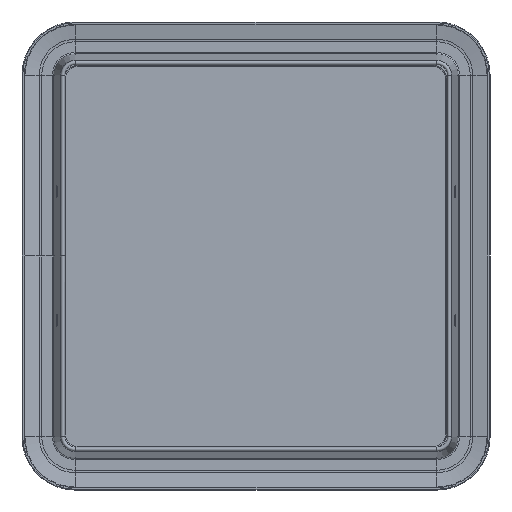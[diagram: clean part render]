
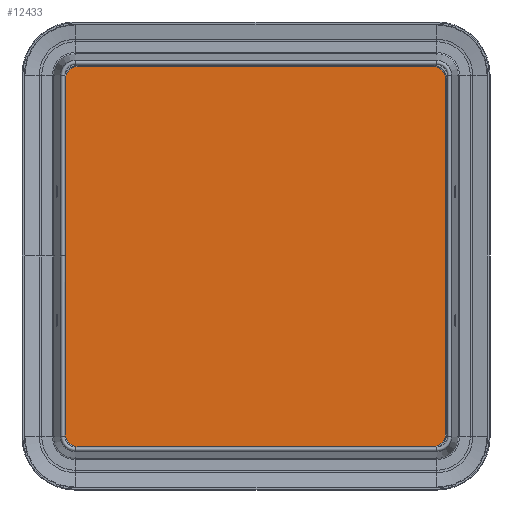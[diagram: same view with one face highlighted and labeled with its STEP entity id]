
A CAD part, front view. The second image highlights one B-rep face of the part: STEP entity #12433.
In plain terms, the highlighted planar face has unit normal (0, -1, 0).
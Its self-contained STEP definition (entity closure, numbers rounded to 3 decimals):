
#37 = CIRCLE ( 'NONE', #8302, 8.6 ) ;
#269 = CARTESIAN_POINT ( 'NONE',  ( 118.708, -2., 127.308 ) ) ;
#283 = AXIS2_PLACEMENT_3D ( 'NONE', #1537, #1581, #2560 ) ;
#332 = VECTOR ( 'NONE', #9814, 1000. ) ;
#391 = ORIENTED_EDGE ( 'NONE', *, *, #6852, .T. ) ;
#535 = DIRECTION ( 'NONE',  ( 0., 0., -1. ) ) ;
#650 = EDGE_CURVE ( 'NONE', #7686, #8060, #5065, .T. ) ;
#702 = LINE ( 'NONE', #8209, #11049 ) ;
#717 = CARTESIAN_POINT ( 'NONE',  ( -118.708, -2., -127.308 ) ) ;
#1033 = CIRCLE ( 'NONE', #9755, 8.6 ) ;
#1426 = DIRECTION ( 'NONE',  ( 0., -1., 0. ) ) ;
#1433 = ORIENTED_EDGE ( 'NONE', *, *, #7452, .T. ) ;
#1474 = VERTEX_POINT ( 'NONE', #3063 ) ;
#1521 = CARTESIAN_POINT ( 'NONE',  ( -127.308, -2., 118.708 ) ) ;
#1537 = CARTESIAN_POINT ( 'NONE',  ( -119.308, -2., 0. ) ) ;
#1581 = DIRECTION ( 'NONE',  ( 0., -1., 0. ) ) ;
#1599 = EDGE_CURVE ( 'NONE', #2996, #1474, #5395, .T. ) ;
#1624 = EDGE_CURVE ( 'NONE', #8271, #7686, #37, .T. ) ;
#1669 = CARTESIAN_POINT ( 'NONE',  ( -127.308, -2., 0. ) ) ;
#2240 = ORIENTED_EDGE ( 'NONE', *, *, #650, .T. ) ;
#2560 = DIRECTION ( 'NONE',  ( 1., 0., 0. ) ) ;
#2829 = VECTOR ( 'NONE', #9378, 1000. ) ;
#2996 = VERTEX_POINT ( 'NONE', #4704 ) ;
#3063 = CARTESIAN_POINT ( 'NONE',  ( -118.708, -2., 127.308 ) ) ;
#3163 = CIRCLE ( 'NONE', #8443, 8.6 ) ;
#3360 = PLANE ( 'NONE',  #283 ) ;
#3541 = DIRECTION ( 'NONE',  ( 0., -1., 0. ) ) ;
#3799 = VECTOR ( 'NONE', #535, 1000. ) ;
#3833 = AXIS2_PLACEMENT_3D ( 'NONE', #12004, #3541, #6248 ) ;
#3995 = EDGE_CURVE ( 'NONE', #8060, #8606, #1033, .T. ) ;
#4028 = CARTESIAN_POINT ( 'NONE',  ( -118.708, -2., -118.708 ) ) ;
#4619 = EDGE_CURVE ( 'NONE', #10295, #9974, #702, .T. ) ;
#4704 = CARTESIAN_POINT ( 'NONE',  ( 118.708, -2., 127.308 ) ) ;
#4924 = ORIENTED_EDGE ( 'NONE', *, *, #1599, .T. ) ;
#4992 = DIRECTION ( 'NONE',  ( -1., 0., 0. ) ) ;
#5065 = LINE ( 'NONE', #717, #2829 ) ;
#5274 = ORIENTED_EDGE ( 'NONE', *, *, #3995, .T. ) ;
#5395 = LINE ( 'NONE', #269, #332 ) ;
#5666 = CARTESIAN_POINT ( 'NONE',  ( 127.308, -2., 118.708 ) ) ;
#5872 = ORIENTED_EDGE ( 'NONE', *, *, #4619, .T. ) ;
#6248 = DIRECTION ( 'NONE',  ( 0., 0., 1. ) ) ;
#6440 = DIRECTION ( 'NONE',  ( 0., -1., 0. ) ) ;
#6647 = VERTEX_POINT ( 'NONE', #5666 ) ;
#6852 = EDGE_CURVE ( 'NONE', #1474, #10295, #12361, .T. ) ;
#6888 = EDGE_CURVE ( 'NONE', #9974, #8271, #10403, .T. ) ;
#7452 = EDGE_CURVE ( 'NONE', #6647, #2996, #3163, .T. ) ;
#7686 = VERTEX_POINT ( 'NONE', #7858 ) ;
#7858 = CARTESIAN_POINT ( 'NONE',  ( -118.708, -2., -127.308 ) ) ;
#8060 = VERTEX_POINT ( 'NONE', #11151 ) ;
#8073 = ORIENTED_EDGE ( 'NONE', *, *, #6888, .T. ) ;
#8143 = DIRECTION ( 'NONE',  ( 0., 0., -1. ) ) ;
#8209 = CARTESIAN_POINT ( 'NONE',  ( -127.308, -2., 118.708 ) ) ;
#8271 = VERTEX_POINT ( 'NONE', #10436 ) ;
#8302 = AXIS2_PLACEMENT_3D ( 'NONE', #4028, #10748, #4992 ) ;
#8326 = CARTESIAN_POINT ( 'NONE',  ( 118.708, -2., 118.708 ) ) ;
#8443 = AXIS2_PLACEMENT_3D ( 'NONE', #8326, #6440, #11163 ) ;
#8592 = VECTOR ( 'NONE', #11269, 1000. ) ;
#8606 = VERTEX_POINT ( 'NONE', #10122 ) ;
#9378 = DIRECTION ( 'NONE',  ( 1., 0., 0. ) ) ;
#9755 = AXIS2_PLACEMENT_3D ( 'NONE', #11891, #1426, #8143 ) ;
#9814 = DIRECTION ( 'NONE',  ( -1., 0., 0. ) ) ;
#9974 = VERTEX_POINT ( 'NONE', #11463 ) ;
#10122 = CARTESIAN_POINT ( 'NONE',  ( 127.308, -2., -118.708 ) ) ;
#10295 = VERTEX_POINT ( 'NONE', #1521 ) ;
#10403 = LINE ( 'NONE', #1669, #3799 ) ;
#10411 = EDGE_LOOP ( 'NONE', ( #1433, #4924, #391, #5872, #8073, #10854, #2240, #5274, #12001 ) ) ;
#10436 = CARTESIAN_POINT ( 'NONE',  ( -127.308, -2., -118.708 ) ) ;
#10748 = DIRECTION ( 'NONE',  ( 0., -1., 0. ) ) ;
#10854 = ORIENTED_EDGE ( 'NONE', *, *, #1624, .T. ) ;
#11049 = VECTOR ( 'NONE', #12045, 1000. ) ;
#11127 = LINE ( 'NONE', #12240, #8592 ) ;
#11151 = CARTESIAN_POINT ( 'NONE',  ( 118.708, -2., -127.308 ) ) ;
#11163 = DIRECTION ( 'NONE',  ( 1., 0., 0. ) ) ;
#11269 = DIRECTION ( 'NONE',  ( 0., 0., 1. ) ) ;
#11463 = CARTESIAN_POINT ( 'NONE',  ( -127.308, -2., 0. ) ) ;
#11891 = CARTESIAN_POINT ( 'NONE',  ( 118.708, -2., -118.708 ) ) ;
#11967 = EDGE_CURVE ( 'NONE', #8606, #6647, #11127, .T. ) ;
#12001 = ORIENTED_EDGE ( 'NONE', *, *, #11967, .T. ) ;
#12004 = CARTESIAN_POINT ( 'NONE',  ( -118.708, -2., 118.708 ) ) ;
#12045 = DIRECTION ( 'NONE',  ( 0., 0., -1. ) ) ;
#12154 = FACE_OUTER_BOUND ( 'NONE', #10411, .T. ) ;
#12240 = CARTESIAN_POINT ( 'NONE',  ( 127.308, -2., -118.708 ) ) ;
#12361 = CIRCLE ( 'NONE', #3833, 8.6 ) ;
#12433 = ADVANCED_FACE ( 'NONE', ( #12154 ), #3360, .T. ) ;
